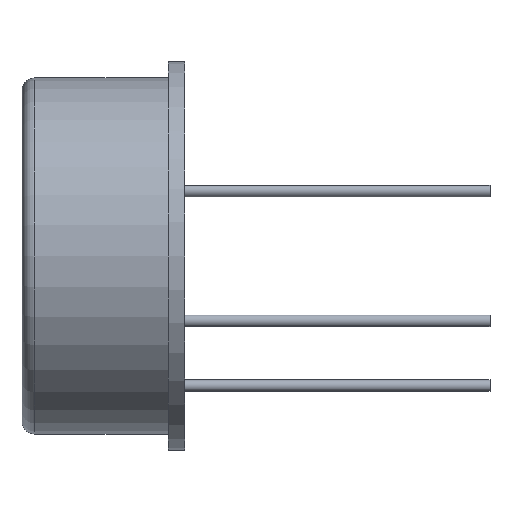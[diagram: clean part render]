
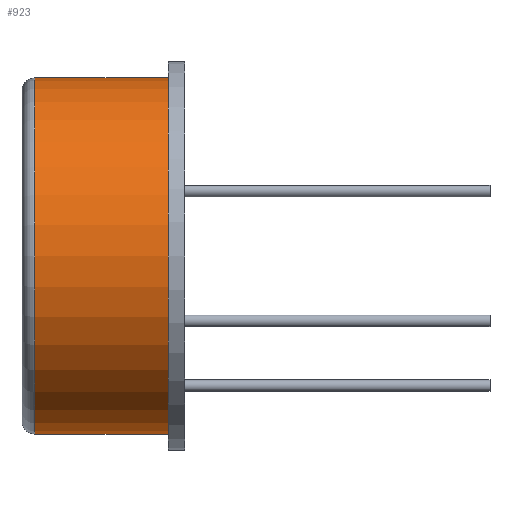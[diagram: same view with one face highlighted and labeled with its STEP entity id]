
A CAD part, left-side view. The second image highlights one B-rep face of the part: STEP entity #923.
In plain terms, the highlighted cylindrical face has radius 7 mm (diameter 14 mm), a partial arc.
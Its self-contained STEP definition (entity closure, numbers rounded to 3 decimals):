
#6 = DIRECTION ( 'NONE',  ( 0., 0., -1. ) ) ;
#33 = VECTOR ( 'NONE', #1810, 1000. ) ;
#37 = CARTESIAN_POINT ( 'NONE',  ( 0., 0.65, 7. ) ) ;
#83 = AXIS2_PLACEMENT_3D ( 'NONE', #1425, #1577, #6 ) ;
#88 = EDGE_CURVE ( 'NONE', #1483, #701, #390, .T. ) ;
#90 = CARTESIAN_POINT ( 'NONE',  ( 0., 0.65, 0. ) ) ;
#91 = CYLINDRICAL_SURFACE ( 'NONE', #679, 7. ) ;
#104 = DIRECTION ( 'NONE',  ( 0., 0., -1. ) ) ;
#146 = EDGE_CURVE ( 'NONE', #636, #1483, #1580, .T. ) ;
#180 = ORIENTED_EDGE ( 'NONE', *, *, #1990, .T. ) ;
#247 = EDGE_LOOP ( 'NONE', ( #899, #180, #1569, #1150 ) ) ;
#258 = FACE_OUTER_BOUND ( 'NONE', #247, .T. ) ;
#279 = DIRECTION ( 'NONE',  ( 0., -1., 0. ) ) ;
#355 = DIRECTION ( 'NONE',  ( 0., -1., 0. ) ) ;
#390 = CIRCLE ( 'NONE', #728, 7. ) ;
#625 = VECTOR ( 'NONE', #355, 1000. ) ;
#636 = VERTEX_POINT ( 'NONE', #2000 ) ;
#679 = AXIS2_PLACEMENT_3D ( 'NONE', #748, #1393, #1409 ) ;
#701 = VERTEX_POINT ( 'NONE', #1861 ) ;
#728 = AXIS2_PLACEMENT_3D ( 'NONE', #90, #279, #104 ) ;
#748 = CARTESIAN_POINT ( 'NONE',  ( 0., 0., 0. ) ) ;
#899 = ORIENTED_EDGE ( 'NONE', *, *, #146, .F. ) ;
#923 = ADVANCED_FACE ( 'NONE', ( #258 ), #91, .T. ) ;
#1150 = ORIENTED_EDGE ( 'NONE', *, *, #88, .F. ) ;
#1366 = VERTEX_POINT ( 'NONE', #1594 ) ;
#1393 = DIRECTION ( 'NONE',  ( 0., -1., 0. ) ) ;
#1409 = DIRECTION ( 'NONE',  ( 0., 0., -1. ) ) ;
#1425 = CARTESIAN_POINT ( 'NONE',  ( 0., 5.9, 0. ) ) ;
#1483 = VERTEX_POINT ( 'NONE', #37 ) ;
#1569 = ORIENTED_EDGE ( 'NONE', *, *, #1589, .T. ) ;
#1577 = DIRECTION ( 'NONE',  ( 0., -1., 0. ) ) ;
#1580 = LINE ( 'NONE', #1728, #625 ) ;
#1589 = EDGE_CURVE ( 'NONE', #1366, #701, #1981, .T. ) ;
#1594 = CARTESIAN_POINT ( 'NONE',  ( 0., 5.9, -7. ) ) ;
#1728 = CARTESIAN_POINT ( 'NONE',  ( 0., 0., 7. ) ) ;
#1810 = DIRECTION ( 'NONE',  ( 0., -1., 0. ) ) ;
#1829 = CARTESIAN_POINT ( 'NONE',  ( 0., 0., -7. ) ) ;
#1855 = CIRCLE ( 'NONE', #83, 7. ) ;
#1861 = CARTESIAN_POINT ( 'NONE',  ( 0., 0.65, -7. ) ) ;
#1981 = LINE ( 'NONE', #1829, #33 ) ;
#1990 = EDGE_CURVE ( 'NONE', #636, #1366, #1855, .T. ) ;
#2000 = CARTESIAN_POINT ( 'NONE',  ( 0., 5.9, 7. ) ) ;
